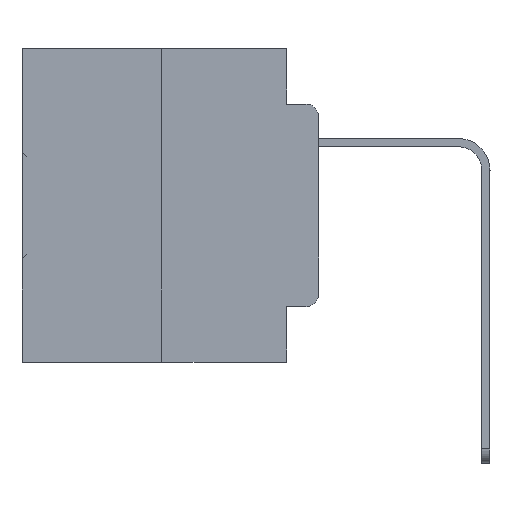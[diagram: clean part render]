
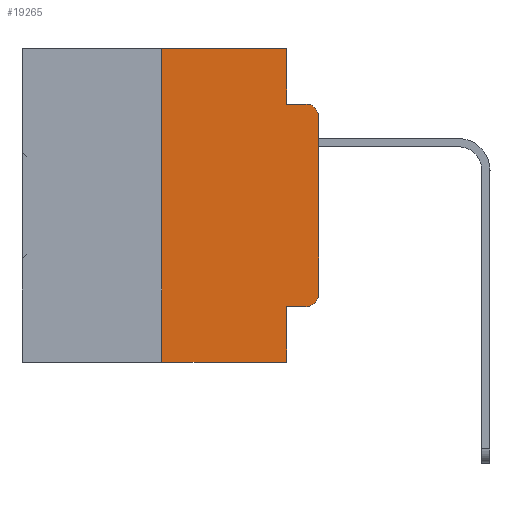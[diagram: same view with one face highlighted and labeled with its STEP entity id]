
A CAD part, left-side view. The second image highlights one B-rep face of the part: STEP entity #19265.
In plain terms, the highlighted planar face has unit normal (-1, 0, 0).
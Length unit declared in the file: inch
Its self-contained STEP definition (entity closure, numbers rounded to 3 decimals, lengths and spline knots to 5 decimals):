
#102 = AXIS2_PLACEMENT_3D ( 'NONE', #620, #16234, #3175 ) ;
#620 = CARTESIAN_POINT ( 'NONE',  ( 0., 0.02, -0.1085 ) ) ;
#1009 = AXIS2_PLACEMENT_3D ( 'NONE', #33154, #2489, #9767 ) ;
#1226 = CARTESIAN_POINT ( 'NONE',  ( 0., 0.051, -0.4115 ) ) ;
#1387 = VECTOR ( 'NONE', #7844, 39.37008 ) ;
#1406 = EDGE_LOOP ( 'NONE', ( #13633, #8851, #18553, #16264, #30824, #30230, #6220, #11825, #26767, #8643 ) ) ;
#1638 = CARTESIAN_POINT ( 'NONE',  ( 0., 0.051, 0. ) ) ;
#1651 = CARTESIAN_POINT ( 'NONE',  ( 0., 0., -0.3915 ) ) ;
#1739 = VERTEX_POINT ( 'NONE', #16266 ) ;
#2489 = DIRECTION ( 'NONE',  ( 1., 0., 0. ) ) ;
#2510 = VERTEX_POINT ( 'NONE', #28584 ) ;
#2961 = VERTEX_POINT ( 'NONE', #1651 ) ;
#3175 = DIRECTION ( 'NONE',  ( 0., 0., -1. ) ) ;
#4490 = CARTESIAN_POINT ( 'NONE',  ( 0., 0.051, -0.0885 ) ) ;
#5063 = CARTESIAN_POINT ( 'NONE',  ( 0., 0.051, 0. ) ) ;
#5324 = LINE ( 'NONE', #24825, #29331 ) ;
#5368 = CARTESIAN_POINT ( 'NONE',  ( 0., 0.02, -0.4115 ) ) ;
#6220 = ORIENTED_EDGE ( 'NONE', *, *, #13069, .T. ) ;
#6250 = VERTEX_POINT ( 'NONE', #30201 ) ;
#6887 = DIRECTION ( 'NONE',  ( 0., 0., 1. ) ) ;
#7676 = DIRECTION ( 'NONE',  ( 0., -1., 0. ) ) ;
#7765 = CARTESIAN_POINT ( 'NONE',  ( 0., 0.25, -0.5 ) ) ;
#7844 = DIRECTION ( 'NONE',  ( 0., 0., -1. ) ) ;
#8643 = ORIENTED_EDGE ( 'NONE', *, *, #13008, .T. ) ;
#8851 = ORIENTED_EDGE ( 'NONE', *, *, #24797, .T. ) ;
#8961 = DIRECTION ( 'NONE',  ( 0., 0., 1. ) ) ;
#9633 = DIRECTION ( 'NONE',  ( -1., 0., 0. ) ) ;
#9767 = DIRECTION ( 'NONE',  ( 0., 0., -1. ) ) ;
#9883 = LINE ( 'NONE', #12943, #29490 ) ;
#10178 = DIRECTION ( 'NONE',  ( 0., -1., 0. ) ) ;
#11825 = ORIENTED_EDGE ( 'NONE', *, *, #22117, .F. ) ;
#11863 = EDGE_CURVE ( 'NONE', #24611, #2510, #18989, .T. ) ;
#12429 = EDGE_CURVE ( 'NONE', #2961, #1739, #27782, .T. ) ;
#12774 = CARTESIAN_POINT ( 'NONE',  ( 0., 0.25, 0. ) ) ;
#12943 = CARTESIAN_POINT ( 'NONE',  ( 0., 0.051, -0.0885 ) ) ;
#12959 = VECTOR ( 'NONE', #7676, 39.37008 ) ;
#13008 = EDGE_CURVE ( 'NONE', #32339, #2961, #16120, .T. ) ;
#13069 = EDGE_CURVE ( 'NONE', #22813, #23515, #5324, .T. ) ;
#13633 = ORIENTED_EDGE ( 'NONE', *, *, #12429, .T. ) ;
#13741 = EDGE_CURVE ( 'NONE', #32545, #32339, #25565, .T. ) ;
#14021 = LINE ( 'NONE', #1638, #31266 ) ;
#14189 = CARTESIAN_POINT ( 'NONE',  ( 0., 0.25, 0. ) ) ;
#15207 = PLANE ( 'NONE',  #1009 ) ;
#16120 = CIRCLE ( 'NONE', #31740, 0.02 ) ;
#16234 = DIRECTION ( 'NONE',  ( -1., 0., 0. ) ) ;
#16264 = ORIENTED_EDGE ( 'NONE', *, *, #28468, .F. ) ;
#16266 = CARTESIAN_POINT ( 'NONE',  ( 0., 0., -0.1085 ) ) ;
#17178 = DIRECTION ( 'NONE',  ( 0., 0., -1. ) ) ;
#18553 = ORIENTED_EDGE ( 'NONE', *, *, #32330, .F. ) ;
#18989 = LINE ( 'NONE', #20212, #12959 ) ;
#19099 = CIRCLE ( 'NONE', #102, 0.02 ) ;
#19265 = ADVANCED_FACE ( 'NONE', ( #21619 ), #15207, .F. ) ;
#19538 = DIRECTION ( 'NONE',  ( 0., -1., 0. ) ) ;
#20023 = DIRECTION ( 'NONE',  ( 0., 0., -1. ) ) ;
#20132 = DIRECTION ( 'NONE',  ( 0., -1., 0. ) ) ;
#20212 = CARTESIAN_POINT ( 'NONE',  ( 0., 0.473, 0. ) ) ;
#20975 = LINE ( 'NONE', #5063, #1387 ) ;
#21360 = VECTOR ( 'NONE', #6887, 39.37008 ) ;
#21619 = FACE_OUTER_BOUND ( 'NONE', #1406, .T. ) ;
#21764 = CARTESIAN_POINT ( 'NONE',  ( 0., 0.051, -0.4115 ) ) ;
#22117 = EDGE_CURVE ( 'NONE', #32545, #23515, #14021, .T. ) ;
#22211 = LINE ( 'NONE', #14189, #31794 ) ;
#22813 = VERTEX_POINT ( 'NONE', #7765 ) ;
#23515 = VERTEX_POINT ( 'NONE', #24030 ) ;
#23902 = VERTEX_POINT ( 'NONE', #4490 ) ;
#24030 = CARTESIAN_POINT ( 'NONE',  ( 0., 0.051, -0.5 ) ) ;
#24611 = VERTEX_POINT ( 'NONE', #12774 ) ;
#24797 = EDGE_CURVE ( 'NONE', #1739, #6250, #19099, .T. ) ;
#24825 = CARTESIAN_POINT ( 'NONE',  ( 0., 0.473, -0.5 ) ) ;
#25158 = VECTOR ( 'NONE', #19538, 39.37008 ) ;
#25565 = LINE ( 'NONE', #21764, #25158 ) ;
#26767 = ORIENTED_EDGE ( 'NONE', *, *, #13741, .T. ) ;
#27782 = LINE ( 'NONE', #32644, #21360 ) ;
#28468 = EDGE_CURVE ( 'NONE', #2510, #23902, #20975, .T. ) ;
#28584 = CARTESIAN_POINT ( 'NONE',  ( 0., 0.051, 0. ) ) ;
#29331 = VECTOR ( 'NONE', #20132, 39.37008 ) ;
#29490 = VECTOR ( 'NONE', #10178, 39.37008 ) ;
#30201 = CARTESIAN_POINT ( 'NONE',  ( 0., 0.02, -0.0885 ) ) ;
#30230 = ORIENTED_EDGE ( 'NONE', *, *, #31969, .F. ) ;
#30328 = CARTESIAN_POINT ( 'NONE',  ( 0., 0.02, -0.3915 ) ) ;
#30824 = ORIENTED_EDGE ( 'NONE', *, *, #11863, .F. ) ;
#31266 = VECTOR ( 'NONE', #17178, 39.37008 ) ;
#31740 = AXIS2_PLACEMENT_3D ( 'NONE', #30328, #9633, #20023 ) ;
#31794 = VECTOR ( 'NONE', #8961, 39.37008 ) ;
#31969 = EDGE_CURVE ( 'NONE', #22813, #24611, #22211, .T. ) ;
#32330 = EDGE_CURVE ( 'NONE', #23902, #6250, #9883, .T. ) ;
#32339 = VERTEX_POINT ( 'NONE', #5368 ) ;
#32545 = VERTEX_POINT ( 'NONE', #1226 ) ;
#32644 = CARTESIAN_POINT ( 'NONE',  ( 0., 0., 0. ) ) ;
#33154 = CARTESIAN_POINT ( 'NONE',  ( 0., 0.473, 0. ) ) ;
